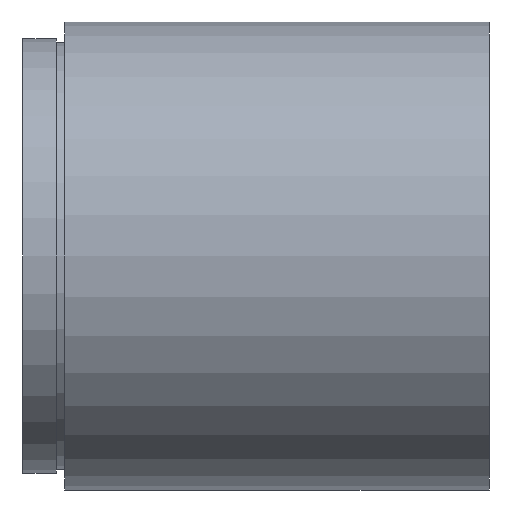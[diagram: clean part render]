
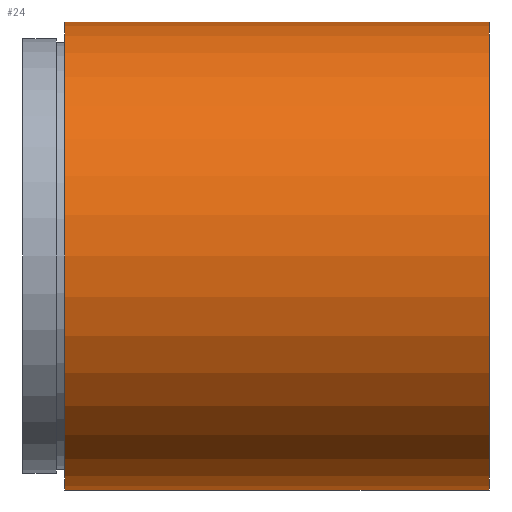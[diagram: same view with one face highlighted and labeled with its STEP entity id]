
A CAD part, left-side view. The second image highlights one B-rep face of the part: STEP entity #24.
In plain terms, the highlighted cylindrical face has radius 28 mm (diameter 56 mm), a partial arc.
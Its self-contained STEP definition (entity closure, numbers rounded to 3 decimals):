
#14 = EDGE_CURVE ( 'NONE', #372, #451, #497, .T. ) ;
#24 = ADVANCED_FACE ( 'NONE', ( #130 ), #517, .T. ) ;
#43 = VECTOR ( 'NONE', #281, 1000. ) ;
#75 = CARTESIAN_POINT ( 'NONE',  ( 0., 0., 0. ) ) ;
#93 = EDGE_CURVE ( 'NONE', #437, #499, #553, .T. ) ;
#105 = CIRCLE ( 'NONE', #195, 28. ) ;
#114 = CARTESIAN_POINT ( 'NONE',  ( 0., 0., -28. ) ) ;
#118 = CARTESIAN_POINT ( 'NONE',  ( 0., 0., 28. ) ) ;
#130 = FACE_OUTER_BOUND ( 'NONE', #571, .T. ) ;
#132 = ORIENTED_EDGE ( 'NONE', *, *, #492, .T. ) ;
#150 = VECTOR ( 'NONE', #177, 1000. ) ;
#177 = DIRECTION ( 'NONE',  ( 0., 1., 0. ) ) ;
#193 = CIRCLE ( 'NONE', #530, 28. ) ;
#195 = AXIS2_PLACEMENT_3D ( 'NONE', #75, #542, #309 ) ;
#272 = DIRECTION ( 'NONE',  ( 0., 0., 1. ) ) ;
#281 = DIRECTION ( 'NONE',  ( 0., 1., 0. ) ) ;
#296 = DIRECTION ( 'NONE',  ( 0., 1., 0. ) ) ;
#309 = DIRECTION ( 'NONE',  ( 0., 0., 1. ) ) ;
#311 = AXIS2_PLACEMENT_3D ( 'NONE', #364, #417, #272 ) ;
#319 = ORIENTED_EDGE ( 'NONE', *, *, #14, .F. ) ;
#323 = ORIENTED_EDGE ( 'NONE', *, *, #93, .T. ) ;
#341 = EDGE_CURVE ( 'NONE', #451, #499, #193, .T. ) ;
#364 = CARTESIAN_POINT ( 'NONE',  ( 0., 161.376, 0. ) ) ;
#372 = VERTEX_POINT ( 'NONE', #114 ) ;
#417 = DIRECTION ( 'NONE',  ( 0., 1., 0. ) ) ;
#437 = VERTEX_POINT ( 'NONE', #118 ) ;
#451 = VERTEX_POINT ( 'NONE', #479 ) ;
#471 = CARTESIAN_POINT ( 'NONE',  ( 0., 50.8, 0. ) ) ;
#479 = CARTESIAN_POINT ( 'NONE',  ( 0., 50.8, -28. ) ) ;
#492 = EDGE_CURVE ( 'NONE', #372, #437, #105, .T. ) ;
#497 = LINE ( 'NONE', #556, #150 ) ;
#499 = VERTEX_POINT ( 'NONE', #595 ) ;
#517 = CYLINDRICAL_SURFACE ( 'NONE', #311, 28. ) ;
#530 = AXIS2_PLACEMENT_3D ( 'NONE', #471, #296, #580 ) ;
#535 = ORIENTED_EDGE ( 'NONE', *, *, #341, .F. ) ;
#542 = DIRECTION ( 'NONE',  ( 0., 1., 0. ) ) ;
#553 = LINE ( 'NONE', #613, #43 ) ;
#556 = CARTESIAN_POINT ( 'NONE',  ( 0., 161.376, -28. ) ) ;
#571 = EDGE_LOOP ( 'NONE', ( #319, #132, #323, #535 ) ) ;
#580 = DIRECTION ( 'NONE',  ( 0., 0., 1. ) ) ;
#595 = CARTESIAN_POINT ( 'NONE',  ( 0., 50.8, 28. ) ) ;
#613 = CARTESIAN_POINT ( 'NONE',  ( 0., 161.376, 28. ) ) ;
